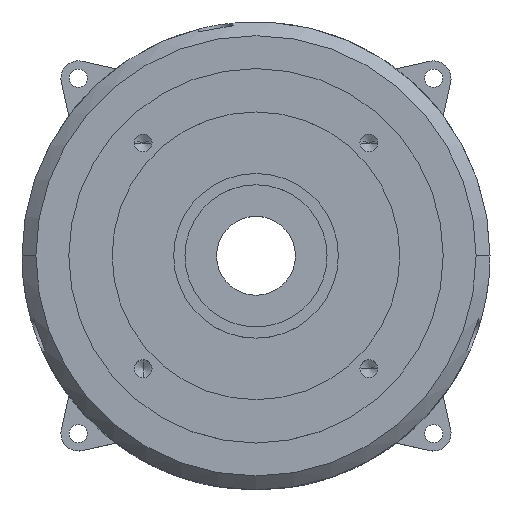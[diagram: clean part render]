
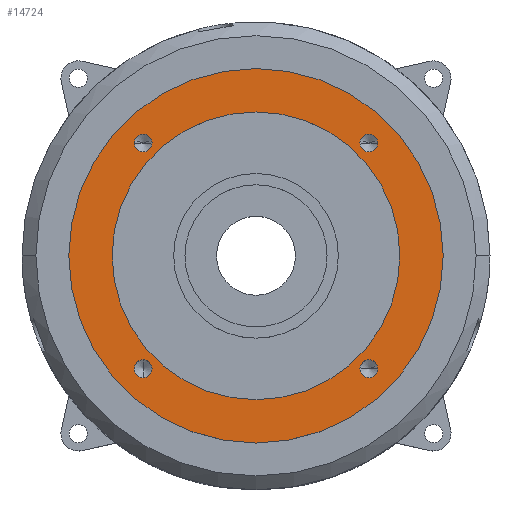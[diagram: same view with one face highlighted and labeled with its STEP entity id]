
A CAD part, top view. The second image highlights one B-rep face of the part: STEP entity #14724.
In plain terms, the highlighted planar face has unit normal (0, 0, 1).
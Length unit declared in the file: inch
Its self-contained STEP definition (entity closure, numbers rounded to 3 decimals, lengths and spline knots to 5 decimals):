
#96 = DIRECTION ( 'NONE',  ( 0., 0., 1. ) ) ;
#113 = VERTEX_POINT ( 'NONE', #12967 ) ;
#119 = AXIS2_PLACEMENT_3D ( 'NONE', #11675, #4878, #8390 ) ;
#154 = DIRECTION ( 'NONE',  ( -1., 0., 0. ) ) ;
#200 = EDGE_LOOP ( 'NONE', ( #15867, #830 ) ) ;
#342 = DIRECTION ( 'NONE',  ( 1., 0., 0. ) ) ;
#407 = CARTESIAN_POINT ( 'NONE',  ( -2.76602, -2.56326, 2.41535 ) ) ;
#452 = DIRECTION ( 'NONE',  ( 0., 0., 1. ) ) ;
#659 = AXIS2_PLACEMENT_3D ( 'NONE', #1899, #8708, #5341 ) ;
#727 = DIRECTION ( 'NONE',  ( 1., 0., 0. ) ) ;
#830 = ORIENTED_EDGE ( 'NONE', *, *, #3597, .F. ) ;
#929 = ORIENTED_EDGE ( 'NONE', *, *, #12627, .F. ) ;
#990 = DIRECTION ( 'NONE',  ( 1., 0., 0. ) ) ;
#992 = ORIENTED_EDGE ( 'NONE', *, *, #9879, .F. ) ;
#1258 = CARTESIAN_POINT ( 'NONE',  ( -2.56326, -2.56326, 2.41535 ) ) ;
#1403 = DIRECTION ( 'NONE',  ( 0., 0., 1. ) ) ;
#1449 = CIRCLE ( 'NONE', #11905, 0.20276 ) ;
#1857 = FACE_BOUND ( 'NONE', #18009, .T. ) ;
#1899 = CARTESIAN_POINT ( 'NONE',  ( 0., 0., 2.41535 ) ) ;
#1955 = CIRCLE ( 'NONE', #659, 4.25197 ) ;
#2671 = AXIS2_PLACEMENT_3D ( 'NONE', #19375, #19845, #9701 ) ;
#2680 = VERTEX_POINT ( 'NONE', #8405 ) ;
#3122 = VERTEX_POINT ( 'NONE', #5583 ) ;
#3597 = EDGE_CURVE ( 'NONE', #14467, #7345, #17277, .T. ) ;
#3629 = CARTESIAN_POINT ( 'NONE',  ( 2.56326, 2.56326, 2.41535 ) ) ;
#3885 = VERTEX_POINT ( 'NONE', #12756 ) ;
#4433 = CARTESIAN_POINT ( 'NONE',  ( -2.56326, 2.56326, 2.41535 ) ) ;
#4878 = DIRECTION ( 'NONE',  ( 0., 0., 1. ) ) ;
#5093 = EDGE_LOOP ( 'NONE', ( #18404, #8022 ) ) ;
#5110 = DIRECTION ( 'NONE',  ( 1., 0., 0. ) ) ;
#5258 = CARTESIAN_POINT ( 'NONE',  ( 2.56326, -2.56326, 2.41535 ) ) ;
#5341 = DIRECTION ( 'NONE',  ( -1., 0., 0. ) ) ;
#5410 = ORIENTED_EDGE ( 'NONE', *, *, #8208, .F. ) ;
#5583 = CARTESIAN_POINT ( 'NONE',  ( -2.36051, -2.56326, 2.41535 ) ) ;
#5880 = FACE_OUTER_BOUND ( 'NONE', #6038, .T. ) ;
#6038 = EDGE_LOOP ( 'NONE', ( #10277, #5410 ) ) ;
#6273 = DIRECTION ( 'NONE',  ( 0., 0., 1. ) ) ;
#7096 = CARTESIAN_POINT ( 'NONE',  ( 2.56326, -2.56326, 2.41535 ) ) ;
#7164 = DIRECTION ( 'NONE',  ( 1., 0., 0. ) ) ;
#7219 = AXIS2_PLACEMENT_3D ( 'NONE', #4433, #9571, #990 ) ;
#7345 = VERTEX_POINT ( 'NONE', #20557 ) ;
#7890 = DIRECTION ( 'NONE',  ( 0., 0., 1. ) ) ;
#7901 = EDGE_CURVE ( 'NONE', #17630, #15828, #15078, .T. ) ;
#7955 = CARTESIAN_POINT ( 'NONE',  ( 0., 0., 2.41535 ) ) ;
#8022 = ORIENTED_EDGE ( 'NONE', *, *, #18791, .F. ) ;
#8118 = CIRCLE ( 'NONE', #15658, 0.20276 ) ;
#8208 = EDGE_CURVE ( 'NONE', #14469, #12964, #1955, .T. ) ;
#8305 = VERTEX_POINT ( 'NONE', #15585 ) ;
#8390 = DIRECTION ( 'NONE',  ( 1., 0., 0. ) ) ;
#8405 = CARTESIAN_POINT ( 'NONE',  ( 2.36051, 2.56326, 2.41535 ) ) ;
#8570 = EDGE_LOOP ( 'NONE', ( #13570, #16931 ) ) ;
#8708 = DIRECTION ( 'NONE',  ( 0., 0., -1. ) ) ;
#9150 = AXIS2_PLACEMENT_3D ( 'NONE', #1258, #1403, #13356 ) ;
#9205 = ORIENTED_EDGE ( 'NONE', *, *, #12776, .F. ) ;
#9302 = CARTESIAN_POINT ( 'NONE',  ( 2.56326, 2.56326, 2.41535 ) ) ;
#9522 = DIRECTION ( 'NONE',  ( 1., 0., 0. ) ) ;
#9571 = DIRECTION ( 'NONE',  ( 0., 0., 1. ) ) ;
#9701 = DIRECTION ( 'NONE',  ( -1., 0., 0. ) ) ;
#9879 = EDGE_CURVE ( 'NONE', #19232, #3122, #17692, .T. ) ;
#10027 = CIRCLE ( 'NONE', #12096, 0.20276 ) ;
#10277 = ORIENTED_EDGE ( 'NONE', *, *, #15119, .F. ) ;
#10589 = CARTESIAN_POINT ( 'NONE',  ( -4.25197, 0., 2.41535 ) ) ;
#10913 = CIRCLE ( 'NONE', #14245, 3.26772 ) ;
#11200 = CARTESIAN_POINT ( 'NONE',  ( 0., 0., 2.41535 ) ) ;
#11453 = EDGE_CURVE ( 'NONE', #7345, #14467, #15311, .T. ) ;
#11675 = CARTESIAN_POINT ( 'NONE',  ( -2.56326, 2.56326, 2.41535 ) ) ;
#11737 = FACE_BOUND ( 'NONE', #5093, .T. ) ;
#11905 = AXIS2_PLACEMENT_3D ( 'NONE', #7096, #452, #7164 ) ;
#12096 = AXIS2_PLACEMENT_3D ( 'NONE', #3629, #13787, #342 ) ;
#12243 = AXIS2_PLACEMENT_3D ( 'NONE', #15554, #15623, #154 ) ;
#12268 = FACE_BOUND ( 'NONE', #13155, .T. ) ;
#12627 = EDGE_CURVE ( 'NONE', #3885, #8305, #17958, .T. ) ;
#12756 = CARTESIAN_POINT ( 'NONE',  ( -3.26772, 0., 2.41535 ) ) ;
#12776 = EDGE_CURVE ( 'NONE', #3122, #19232, #19269, .T. ) ;
#12959 = CARTESIAN_POINT ( 'NONE',  ( -2.56326, -2.56326, 2.41535 ) ) ;
#12964 = VERTEX_POINT ( 'NONE', #10589 ) ;
#12967 = CARTESIAN_POINT ( 'NONE',  ( 2.76602, 2.56326, 2.41535 ) ) ;
#13155 = EDGE_LOOP ( 'NONE', ( #21664, #929 ) ) ;
#13356 = DIRECTION ( 'NONE',  ( 1., 0., 0. ) ) ;
#13570 = ORIENTED_EDGE ( 'NONE', *, *, #7901, .F. ) ;
#13787 = DIRECTION ( 'NONE',  ( 0., 0., 1. ) ) ;
#14214 = CARTESIAN_POINT ( 'NONE',  ( 4.25197, 0., 2.41535 ) ) ;
#14245 = AXIS2_PLACEMENT_3D ( 'NONE', #7955, #16256, #16325 ) ;
#14467 = VERTEX_POINT ( 'NONE', #17344 ) ;
#14469 = VERTEX_POINT ( 'NONE', #14214 ) ;
#14659 = DIRECTION ( 'NONE',  ( 1., 0., 0. ) ) ;
#14724 = ADVANCED_FACE ( 'NONE', ( #5880, #16820, #12268, #16297, #1857, #11737 ), #21153, .F. ) ;
#15078 = CIRCLE ( 'NONE', #17541, 0.20276 ) ;
#15119 = EDGE_CURVE ( 'NONE', #12964, #14469, #18922, .T. ) ;
#15311 = CIRCLE ( 'NONE', #119, 0.20276 ) ;
#15554 = CARTESIAN_POINT ( 'NONE',  ( 0., 0., 2.41535 ) ) ;
#15585 = CARTESIAN_POINT ( 'NONE',  ( 3.26772, 0., 2.41535 ) ) ;
#15623 = DIRECTION ( 'NONE',  ( 0., 0., -1. ) ) ;
#15658 = AXIS2_PLACEMENT_3D ( 'NONE', #9302, #16393, #9522 ) ;
#15828 = VERTEX_POINT ( 'NONE', #18928 ) ;
#15867 = ORIENTED_EDGE ( 'NONE', *, *, #11453, .F. ) ;
#15924 = EDGE_CURVE ( 'NONE', #8305, #3885, #10913, .T. ) ;
#16256 = DIRECTION ( 'NONE',  ( 0., 0., 1. ) ) ;
#16297 = FACE_BOUND ( 'NONE', #200, .T. ) ;
#16325 = DIRECTION ( 'NONE',  ( 1., 0., 0. ) ) ;
#16393 = DIRECTION ( 'NONE',  ( 0., 0., 1. ) ) ;
#16820 = FACE_BOUND ( 'NONE', #8570, .T. ) ;
#16931 = ORIENTED_EDGE ( 'NONE', *, *, #19662, .F. ) ;
#17166 = AXIS2_PLACEMENT_3D ( 'NONE', #11200, #6273, #14659 ) ;
#17277 = CIRCLE ( 'NONE', #7219, 0.20276 ) ;
#17344 = CARTESIAN_POINT ( 'NONE',  ( -2.76602, 2.56326, 2.41535 ) ) ;
#17541 = AXIS2_PLACEMENT_3D ( 'NONE', #5258, #96, #5110 ) ;
#17630 = VERTEX_POINT ( 'NONE', #19404 ) ;
#17692 = CIRCLE ( 'NONE', #21467, 0.20276 ) ;
#17958 = CIRCLE ( 'NONE', #17166, 3.26772 ) ;
#18009 = EDGE_LOOP ( 'NONE', ( #9205, #992 ) ) ;
#18404 = ORIENTED_EDGE ( 'NONE', *, *, #21397, .F. ) ;
#18791 = EDGE_CURVE ( 'NONE', #2680, #113, #10027, .T. ) ;
#18922 = CIRCLE ( 'NONE', #12243, 4.25197 ) ;
#18928 = CARTESIAN_POINT ( 'NONE',  ( 2.36051, -2.56326, 2.41535 ) ) ;
#19232 = VERTEX_POINT ( 'NONE', #407 ) ;
#19269 = CIRCLE ( 'NONE', #9150, 0.20276 ) ;
#19375 = CARTESIAN_POINT ( 'NONE',  ( 1.81102, 0., 2.41535 ) ) ;
#19404 = CARTESIAN_POINT ( 'NONE',  ( 2.76602, -2.56326, 2.41535 ) ) ;
#19662 = EDGE_CURVE ( 'NONE', #15828, #17630, #1449, .T. ) ;
#19845 = DIRECTION ( 'NONE',  ( 0., 0., -1. ) ) ;
#20557 = CARTESIAN_POINT ( 'NONE',  ( -2.36051, 2.56326, 2.41535 ) ) ;
#21153 = PLANE ( 'NONE',  #2671 ) ;
#21397 = EDGE_CURVE ( 'NONE', #113, #2680, #8118, .T. ) ;
#21467 = AXIS2_PLACEMENT_3D ( 'NONE', #12959, #7890, #727 ) ;
#21664 = ORIENTED_EDGE ( 'NONE', *, *, #15924, .F. ) ;
